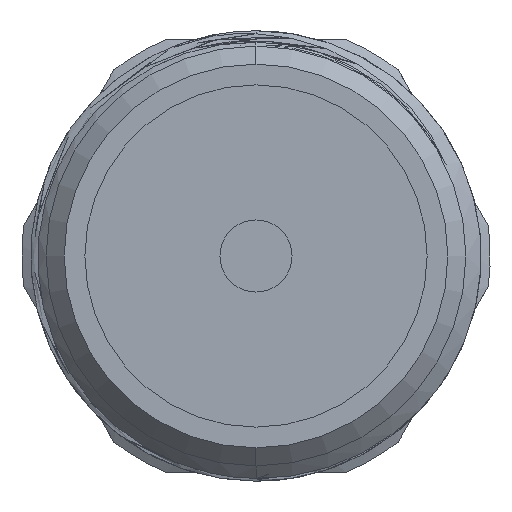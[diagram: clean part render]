
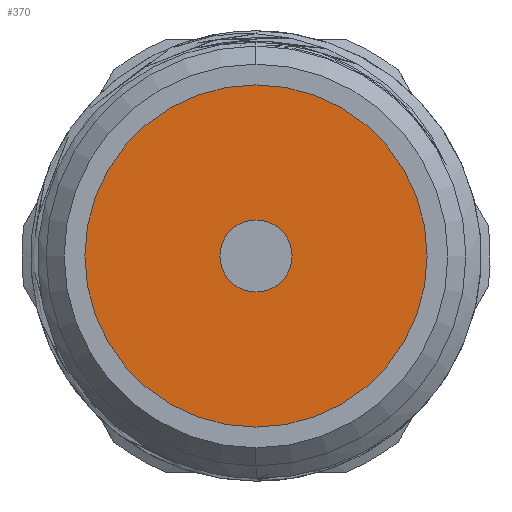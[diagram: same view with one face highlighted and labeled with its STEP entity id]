
A CAD part, front view. The second image highlights one B-rep face of the part: STEP entity #370.
In plain terms, the highlighted planar face has unit normal (0, -1, 0).
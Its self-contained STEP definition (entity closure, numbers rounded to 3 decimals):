
#21 = VERTEX_POINT ( 'NONE', #2458 ) ;
#207 = ORIENTED_EDGE ( 'NONE', *, *, #4862, .T. ) ;
#270 = DIRECTION ( 'NONE',  ( 0., 0., -1. ) ) ;
#370 = ADVANCED_FACE ( 'NONE', ( #3446, #3855 ), #5749, .T. ) ;
#409 = VERTEX_POINT ( 'NONE', #1045 ) ;
#426 = EDGE_LOOP ( 'NONE', ( #2306, #3097 ) ) ;
#566 = DIRECTION ( 'NONE',  ( 0., 1., 0. ) ) ;
#940 = EDGE_CURVE ( 'NONE', #2065, #409, #3782, .T. ) ;
#1008 = DIRECTION ( 'NONE',  ( 0., -1., 0. ) ) ;
#1045 = CARTESIAN_POINT ( 'NONE',  ( 0., 4.4, -2. ) ) ;
#1583 = CARTESIAN_POINT ( 'NONE',  ( 0., 4.4, 9.5 ) ) ;
#1785 = EDGE_CURVE ( 'NONE', #2176, #21, #4393, .T. ) ;
#2013 = DIRECTION ( 'NONE',  ( 0., -1., 0. ) ) ;
#2065 = VERTEX_POINT ( 'NONE', #4634 ) ;
#2176 = VERTEX_POINT ( 'NONE', #1583 ) ;
#2306 = ORIENTED_EDGE ( 'NONE', *, *, #3108, .T. ) ;
#2458 = CARTESIAN_POINT ( 'NONE',  ( 0., 4.4, -9.5 ) ) ;
#2616 = EDGE_LOOP ( 'NONE', ( #207, #3225 ) ) ;
#2853 = AXIS2_PLACEMENT_3D ( 'NONE', #4865, #2013, #5331 ) ;
#2927 = DIRECTION ( 'NONE',  ( 0., 0., -1. ) ) ;
#3097 = ORIENTED_EDGE ( 'NONE', *, *, #940, .T. ) ;
#3108 = EDGE_CURVE ( 'NONE', #409, #2065, #5205, .T. ) ;
#3225 = ORIENTED_EDGE ( 'NONE', *, *, #1785, .T. ) ;
#3322 = CARTESIAN_POINT ( 'NONE',  ( 0., 4.4, 0. ) ) ;
#3329 = DIRECTION ( 'NONE',  ( 0., -1., 0. ) ) ;
#3343 = DIRECTION ( 'NONE',  ( 0., 0., -1. ) ) ;
#3407 = CARTESIAN_POINT ( 'NONE',  ( 0., 4.4, 0. ) ) ;
#3446 = FACE_BOUND ( 'NONE', #426, .T. ) ;
#3483 = CIRCLE ( 'NONE', #2853, 9.5 ) ;
#3750 = AXIS2_PLACEMENT_3D ( 'NONE', #3407, #1008, #270 ) ;
#3782 = CIRCLE ( 'NONE', #4268, 2. ) ;
#3855 = FACE_OUTER_BOUND ( 'NONE', #2616, .T. ) ;
#4212 = AXIS2_PLACEMENT_3D ( 'NONE', #3322, #3329, #3343 ) ;
#4268 = AXIS2_PLACEMENT_3D ( 'NONE', #5646, #5635, #5627 ) ;
#4393 = CIRCLE ( 'NONE', #4212, 9.5 ) ;
#4584 = AXIS2_PLACEMENT_3D ( 'NONE', #5766, #566, #2927 ) ;
#4634 = CARTESIAN_POINT ( 'NONE',  ( 0., 4.4, 2. ) ) ;
#4862 = EDGE_CURVE ( 'NONE', #21, #2176, #3483, .T. ) ;
#4865 = CARTESIAN_POINT ( 'NONE',  ( 0., 4.4, 0. ) ) ;
#5205 = CIRCLE ( 'NONE', #4584, 2. ) ;
#5331 = DIRECTION ( 'NONE',  ( 0., 0., -1. ) ) ;
#5627 = DIRECTION ( 'NONE',  ( 0., 0., -1. ) ) ;
#5635 = DIRECTION ( 'NONE',  ( 0., 1., 0. ) ) ;
#5646 = CARTESIAN_POINT ( 'NONE',  ( 0., 4.4, 0. ) ) ;
#5749 = PLANE ( 'NONE',  #3750 ) ;
#5766 = CARTESIAN_POINT ( 'NONE',  ( 0., 4.4, 0. ) ) ;
